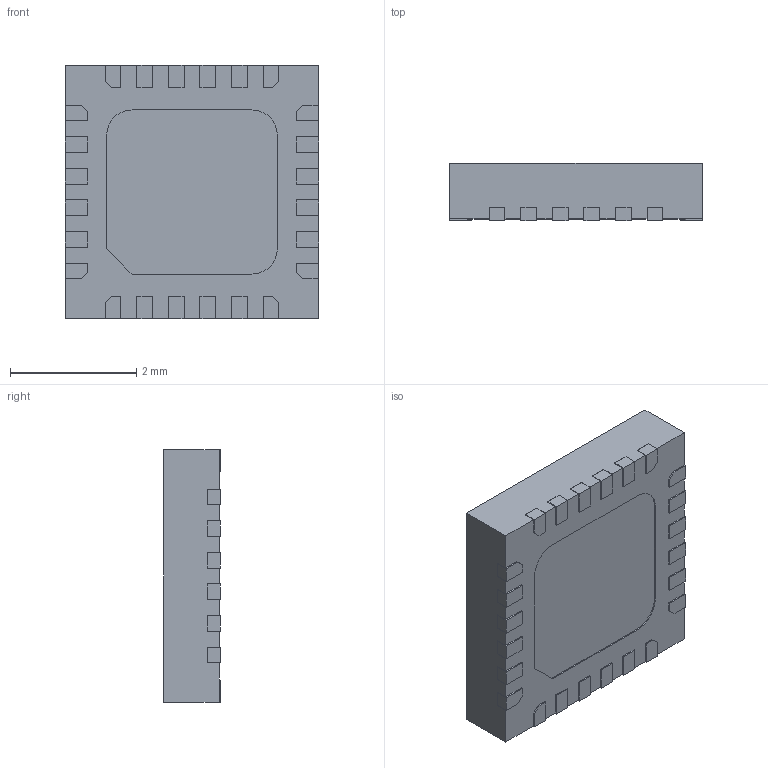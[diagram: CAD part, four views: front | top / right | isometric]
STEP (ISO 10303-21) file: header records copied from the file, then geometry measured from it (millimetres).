
FILE_DESCRIPTION(('FreeCAD Model'),'2;1');
FILE_NAME( 'QFN-24_4x4mm_Pitch0.5mm.step', '2017-04-28T16:19:55',('kicad StepUp'),('ksu MCAD'), 'Open CASCADE STEP processor 6.8','FreeCAD','Unknown');
FILE_SCHEMA(('AUTOMOTIVE_DESIGN_CC2 { 1 2 10303 214 -1 1 5 4 }'));
Length unit declared in the file: millimetre
Products named in the file (1): QFN-24_4x4mm_Pitch0.5mm
Bounding box: 4.02 x 0.9 x 4.02 mm (x, y, z)
Volume: 14 mm3; surface area: 47.1 mm2
Topology: 1 solids, 1 shells, 173 faces, 505 edges, 336 vertices
Faces by surface type: plane 168, cylinder 5
Entity records: 6838 total; most frequent: CARTESIAN_POINT 1015, ORIENTED_EDGE 1010, DIRECTION 863, EDGE_CURVE 505, LINE 495, VECTOR 495, VERTEX_POINT 336, AXIS2_PLACEMENT_3D 184
